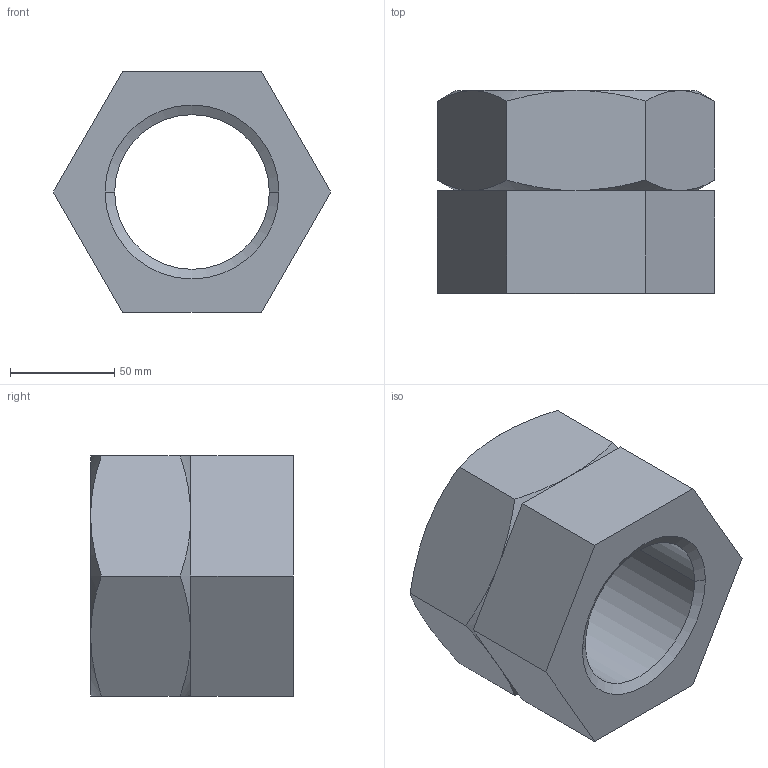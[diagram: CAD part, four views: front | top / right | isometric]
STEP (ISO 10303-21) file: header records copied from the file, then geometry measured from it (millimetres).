
FILE_DESCRIPTION((''),'2;1');
FILE_NAME('0RBSC080_____0','2019-10-29T14:08:44',('kim.bk'),(''),'CREO PARAMETRIC BY PTC INC, 2019010','CREO PARAMETRIC BY PTC INC, 2019010','');
FILE_SCHEMA(('CONFIG_CONTROL_DESIGN'));
Length unit declared in the file: millimetre
Products named in the file (1): 0RBSC080_____0
Bounding box: 132.79 x 97.1 x 115 mm (x, y, z)
Volume: 687433 mm3; surface area: 100698.7 mm2
Topology: 2 solids, 2 shells, 360 faces, 998 edges, 662 vertices
Faces by surface type: plane 336, cone 20, cylinder 4
Entity records: 11414 total; most frequent: CARTESIAN_POINT 2164, ORIENTED_EDGE 1996, DIRECTION 1726, EDGE_CURVE 998, VECTOR 942, LINE 942, VERTEX_POINT 662, AXIS2_PLACEMENT_3D 392
